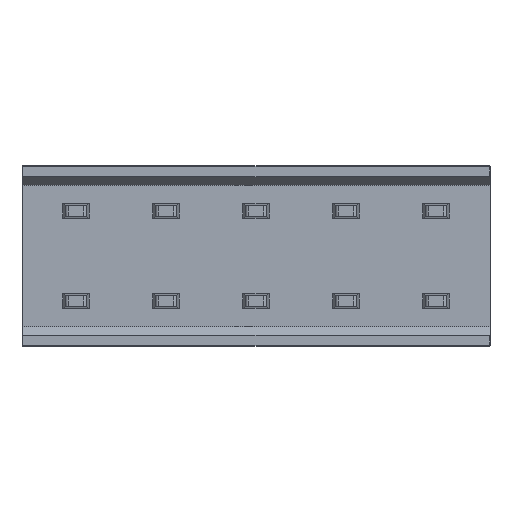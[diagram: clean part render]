
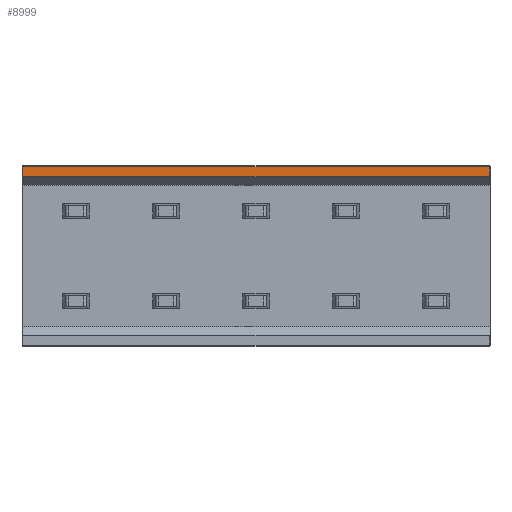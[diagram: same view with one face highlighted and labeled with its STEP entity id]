
A CAD part, front view. The second image highlights one B-rep face of the part: STEP entity #8999.
In plain terms, the highlighted planar face has unit normal (0, -1, 0).
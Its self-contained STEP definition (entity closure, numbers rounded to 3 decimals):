
#746 = PLANE('',#747);
#747 = AXIS2_PLACEMENT_3D('',#748,#749,#750);
#748 = CARTESIAN_POINT('',(-18.698,1.727,15.19));
#749 = DIRECTION('',(0.,0.64,0.768));
#750 = DIRECTION('',(0.,-0.768,0.64));
#2679 = CYLINDRICAL_SURFACE('',#2680,0.02);
#2680 = AXIS2_PLACEMENT_3D('',#2681,#2682,#2683);
#2681 = CARTESIAN_POINT('',(-18.718,1.447,10.66));
#2682 = DIRECTION('',(0.,0.,-1.));
#2683 = DIRECTION('',(-1.,0.,0.));
#2779 = CYLINDRICAL_SURFACE('',#2780,0.02);
#2780 = AXIS2_PLACEMENT_3D('',#2781,#2782,#2783);
#2781 = CARTESIAN_POINT('',(-31.878,1.447,10.66));
#2782 = DIRECTION('',(0.,0.,1.));
#2783 = DIRECTION('',(1.,0.,0.));
#3009 = EDGE_CURVE('',#3010,#3012,#3014,.T.);
#3010 = VERTEX_POINT('',#3011);
#3011 = CARTESIAN_POINT('',(-18.718,1.427,15.44));
#3012 = VERTEX_POINT('',#3013);
#3013 = CARTESIAN_POINT('',(-31.878,1.427,15.44));
#3014 = SURFACE_CURVE('',#3015,(#3019,#3026),.PCURVE_S1.);
#3015 = LINE('',#3016,#3017);
#3016 = CARTESIAN_POINT('',(-25.298,1.427,15.44));
#3017 = VECTOR('',#3018,1.);
#3018 = DIRECTION('',(-1.,0.,0.));
#3019 = PCURVE('',#746,#3020);
#3020 = DEFINITIONAL_REPRESENTATION('',(#3021),#3025);
#3021 = LINE('',#3022,#3023);
#3022 = CARTESIAN_POINT('',(0.391,-6.6));
#3023 = VECTOR('',#3024,1.);
#3024 = DIRECTION('',(0.,-1.));
#3025 = ( GEOMETRIC_REPRESENTATION_CONTEXT(2) 
PARAMETRIC_REPRESENTATION_CONTEXT() REPRESENTATION_CONTEXT('2D SPACE',''
  ) );
#3026 = PCURVE('',#3027,#3032);
#3027 = PLANE('',#3028);
#3028 = AXIS2_PLACEMENT_3D('',#3029,#3030,#3031);
#3029 = CARTESIAN_POINT('',(-25.298,1.427,13.2));
#3030 = DIRECTION('',(0.,1.,0.));
#3031 = DIRECTION('',(0.,0.,1.));
#3032 = DEFINITIONAL_REPRESENTATION('',(#3033),#3037);
#3033 = LINE('',#3034,#3035);
#3034 = CARTESIAN_POINT('',(2.24,0.));
#3035 = VECTOR('',#3036,1.);
#3036 = DIRECTION('',(0.,-1.));
#3037 = ( GEOMETRIC_REPRESENTATION_CONTEXT(2) 
PARAMETRIC_REPRESENTATION_CONTEXT() REPRESENTATION_CONTEXT('2D SPACE',''
  ) );
#8172 = VERTEX_POINT('',#8173);
#8173 = CARTESIAN_POINT('',(-18.718,1.427,15.72));
#8239 = EDGE_CURVE('',#8172,#3010,#8240,.T.);
#8240 = SURFACE_CURVE('',#8241,(#8245,#8274),.PCURVE_S1.);
#8241 = LINE('',#8242,#8243);
#8242 = CARTESIAN_POINT('',(-18.718,1.427,13.2));
#8243 = VECTOR('',#8244,1.);
#8244 = DIRECTION('',(0.,0.,-1.));
#8245 = PCURVE('',#2679,#8246);
#8246 = DEFINITIONAL_REPRESENTATION('',(#8247),#8273);
#8247 = B_SPLINE_CURVE_WITH_KNOTS('',3,(#8248,#8249,#8250,#8251,#8252,
    #8253,#8254,#8255,#8256,#8257,#8258,#8259,#8260,#8261,#8262,#8263,
    #8264,#8265,#8266,#8267,#8268,#8269,#8270,#8271,#8272),
  .UNSPECIFIED.,.F.,.F.,(4,1,1,1,1,1,1,1,1,1,1,1,1,1,1,1,1,1,1,1,1,1,4),
  (-2.52,-2.507,-2.495,-2.482,-2.469
    ,-2.456,-2.444,-2.431,-2.418,
    -2.405,-2.393,-2.38,-2.367,
    -2.355,-2.342,-2.329,-2.316,
    -2.304,-2.291,-2.278,-2.265,
    -2.253,-2.24),.QUASI_UNIFORM_KNOTS.);
#8248 = CARTESIAN_POINT('',(4.712,-5.06));
#8249 = CARTESIAN_POINT('',(4.712,-5.056));
#8250 = CARTESIAN_POINT('',(4.712,-5.047));
#8251 = CARTESIAN_POINT('',(4.712,-5.035));
#8252 = CARTESIAN_POINT('',(4.712,-5.022));
#8253 = CARTESIAN_POINT('',(4.712,-5.009));
#8254 = CARTESIAN_POINT('',(4.712,-4.996));
#8255 = CARTESIAN_POINT('',(4.712,-4.984));
#8256 = CARTESIAN_POINT('',(4.712,-4.971));
#8257 = CARTESIAN_POINT('',(4.712,-4.958));
#8258 = CARTESIAN_POINT('',(4.712,-4.945));
#8259 = CARTESIAN_POINT('',(4.712,-4.933));
#8260 = CARTESIAN_POINT('',(4.712,-4.92));
#8261 = CARTESIAN_POINT('',(4.712,-4.907));
#8262 = CARTESIAN_POINT('',(4.712,-4.895));
#8263 = CARTESIAN_POINT('',(4.712,-4.882));
#8264 = CARTESIAN_POINT('',(4.712,-4.869));
#8265 = CARTESIAN_POINT('',(4.712,-4.856));
#8266 = CARTESIAN_POINT('',(4.712,-4.844));
#8267 = CARTESIAN_POINT('',(4.712,-4.831));
#8268 = CARTESIAN_POINT('',(4.712,-4.818));
#8269 = CARTESIAN_POINT('',(4.712,-4.805));
#8270 = CARTESIAN_POINT('',(4.712,-4.793));
#8271 = CARTESIAN_POINT('',(4.712,-4.784));
#8272 = CARTESIAN_POINT('',(4.712,-4.78));
#8273 = ( GEOMETRIC_REPRESENTATION_CONTEXT(2) 
PARAMETRIC_REPRESENTATION_CONTEXT() REPRESENTATION_CONTEXT('2D SPACE',''
  ) );
#8274 = PCURVE('',#3027,#8275);
#8275 = DEFINITIONAL_REPRESENTATION('',(#8276),#8280);
#8276 = LINE('',#8277,#8278);
#8277 = CARTESIAN_POINT('',(0.,6.58));
#8278 = VECTOR('',#8279,1.);
#8279 = DIRECTION('',(-1.,0.));
#8280 = ( GEOMETRIC_REPRESENTATION_CONTEXT(2) 
PARAMETRIC_REPRESENTATION_CONTEXT() REPRESENTATION_CONTEXT('2D SPACE',''
  ) );
#8288 = VERTEX_POINT('',#8289);
#8289 = CARTESIAN_POINT('',(-31.878,1.427,15.72));
#8374 = EDGE_CURVE('',#3012,#8288,#8375,.T.);
#8375 = SURFACE_CURVE('',#8376,(#8380,#8409),.PCURVE_S1.);
#8376 = LINE('',#8377,#8378);
#8377 = CARTESIAN_POINT('',(-31.878,1.427,13.2));
#8378 = VECTOR('',#8379,1.);
#8379 = DIRECTION('',(0.,0.,1.));
#8380 = PCURVE('',#2779,#8381);
#8381 = DEFINITIONAL_REPRESENTATION('',(#8382),#8408);
#8382 = B_SPLINE_CURVE_WITH_KNOTS('',3,(#8383,#8384,#8385,#8386,#8387,
    #8388,#8389,#8390,#8391,#8392,#8393,#8394,#8395,#8396,#8397,#8398,
    #8399,#8400,#8401,#8402,#8403,#8404,#8405,#8406,#8407),
  .UNSPECIFIED.,.F.,.F.,(4,1,1,1,1,1,1,1,1,1,1,1,1,1,1,1,1,1,1,1,1,1,4),
  (2.24,2.253,2.265,2.278,2.291,
    2.304,2.316,2.329,2.342,
    2.355,2.367,2.38,2.393,2.405,
    2.418,2.431,2.444,2.456,
    2.469,2.482,2.495,2.507,2.52),
  .QUASI_UNIFORM_KNOTS.);
#8383 = CARTESIAN_POINT('',(4.712,4.78));
#8384 = CARTESIAN_POINT('',(4.712,4.784));
#8385 = CARTESIAN_POINT('',(4.712,4.793));
#8386 = CARTESIAN_POINT('',(4.712,4.805));
#8387 = CARTESIAN_POINT('',(4.712,4.818));
#8388 = CARTESIAN_POINT('',(4.712,4.831));
#8389 = CARTESIAN_POINT('',(4.712,4.844));
#8390 = CARTESIAN_POINT('',(4.712,4.856));
#8391 = CARTESIAN_POINT('',(4.712,4.869));
#8392 = CARTESIAN_POINT('',(4.712,4.882));
#8393 = CARTESIAN_POINT('',(4.712,4.895));
#8394 = CARTESIAN_POINT('',(4.712,4.907));
#8395 = CARTESIAN_POINT('',(4.712,4.92));
#8396 = CARTESIAN_POINT('',(4.712,4.933));
#8397 = CARTESIAN_POINT('',(4.712,4.945));
#8398 = CARTESIAN_POINT('',(4.712,4.958));
#8399 = CARTESIAN_POINT('',(4.712,4.971));
#8400 = CARTESIAN_POINT('',(4.712,4.984));
#8401 = CARTESIAN_POINT('',(4.712,4.996));
#8402 = CARTESIAN_POINT('',(4.712,5.009));
#8403 = CARTESIAN_POINT('',(4.712,5.022));
#8404 = CARTESIAN_POINT('',(4.712,5.035));
#8405 = CARTESIAN_POINT('',(4.712,5.047));
#8406 = CARTESIAN_POINT('',(4.712,5.056));
#8407 = CARTESIAN_POINT('',(4.712,5.06));
#8408 = ( GEOMETRIC_REPRESENTATION_CONTEXT(2) 
PARAMETRIC_REPRESENTATION_CONTEXT() REPRESENTATION_CONTEXT('2D SPACE',''
  ) );
#8409 = PCURVE('',#3027,#8410);
#8410 = DEFINITIONAL_REPRESENTATION('',(#8411),#8415);
#8411 = LINE('',#8412,#8413);
#8412 = CARTESIAN_POINT('',(0.,-6.58));
#8413 = VECTOR('',#8414,1.);
#8414 = DIRECTION('',(1.,0.));
#8415 = ( GEOMETRIC_REPRESENTATION_CONTEXT(2) 
PARAMETRIC_REPRESENTATION_CONTEXT() REPRESENTATION_CONTEXT('2D SPACE',''
  ) );
#8999 = ADVANCED_FACE('',(#9000),#3027,.F.);
#9000 = FACE_BOUND('',#9001,.T.);
#9001 = EDGE_LOOP('',(#9002,#9003,#9004,#9052));
#9002 = ORIENTED_EDGE('',*,*,#3009,.F.);
#9003 = ORIENTED_EDGE('',*,*,#8239,.F.);
#9004 = ORIENTED_EDGE('',*,*,#9005,.F.);
#9005 = EDGE_CURVE('',#8288,#8172,#9006,.T.);
#9006 = SURFACE_CURVE('',#9007,(#9011,#9018),.PCURVE_S1.);
#9007 = LINE('',#9008,#9009);
#9008 = CARTESIAN_POINT('',(-31.898,1.427,15.72));
#9009 = VECTOR('',#9010,1.);
#9010 = DIRECTION('',(1.,0.,0.));
#9011 = PCURVE('',#3027,#9012);
#9012 = DEFINITIONAL_REPRESENTATION('',(#9013),#9017);
#9013 = LINE('',#9014,#9015);
#9014 = CARTESIAN_POINT('',(2.52,-6.6));
#9015 = VECTOR('',#9016,1.);
#9016 = DIRECTION('',(0.,1.));
#9017 = ( GEOMETRIC_REPRESENTATION_CONTEXT(2) 
PARAMETRIC_REPRESENTATION_CONTEXT() REPRESENTATION_CONTEXT('2D SPACE',''
  ) );
#9018 = PCURVE('',#9019,#9024);
#9019 = CYLINDRICAL_SURFACE('',#9020,0.02);
#9020 = AXIS2_PLACEMENT_3D('',#9021,#9022,#9023);
#9021 = CARTESIAN_POINT('',(-31.898,1.447,15.72));
#9022 = DIRECTION('',(1.,0.,0.));
#9023 = DIRECTION('',(0.,0.,-1.));
#9024 = DEFINITIONAL_REPRESENTATION('',(#9025),#9051);
#9025 = B_SPLINE_CURVE_WITH_KNOTS('',3,(#9026,#9027,#9028,#9029,#9030,
    #9031,#9032,#9033,#9034,#9035,#9036,#9037,#9038,#9039,#9040,#9041,
    #9042,#9043,#9044,#9045,#9046,#9047,#9048,#9049,#9050),
  .UNSPECIFIED.,.F.,.F.,(4,1,1,1,1,1,1,1,1,1,1,1,1,1,1,1,1,1,1,1,1,1,4),
  (0.02,0.618,1.216,1.815,2.413,
    3.011,3.609,4.207,4.805,
    5.404,6.002,6.6,7.198,7.796,
    8.395,8.993,9.591,10.189,
    10.787,11.385,11.984,12.582,
    13.18),.UNSPECIFIED.);
#9026 = CARTESIAN_POINT('',(4.712,0.02));
#9027 = CARTESIAN_POINT('',(4.712,0.219));
#9028 = CARTESIAN_POINT('',(4.712,0.618));
#9029 = CARTESIAN_POINT('',(4.712,1.216));
#9030 = CARTESIAN_POINT('',(4.712,1.815));
#9031 = CARTESIAN_POINT('',(4.712,2.413));
#9032 = CARTESIAN_POINT('',(4.712,3.011));
#9033 = CARTESIAN_POINT('',(4.712,3.609));
#9034 = CARTESIAN_POINT('',(4.712,4.207));
#9035 = CARTESIAN_POINT('',(4.712,4.805));
#9036 = CARTESIAN_POINT('',(4.712,5.404));
#9037 = CARTESIAN_POINT('',(4.712,6.002));
#9038 = CARTESIAN_POINT('',(4.712,6.6));
#9039 = CARTESIAN_POINT('',(4.712,7.198));
#9040 = CARTESIAN_POINT('',(4.712,7.796));
#9041 = CARTESIAN_POINT('',(4.712,8.395));
#9042 = CARTESIAN_POINT('',(4.712,8.993));
#9043 = CARTESIAN_POINT('',(4.712,9.591));
#9044 = CARTESIAN_POINT('',(4.712,10.189));
#9045 = CARTESIAN_POINT('',(4.712,10.787));
#9046 = CARTESIAN_POINT('',(4.712,11.385));
#9047 = CARTESIAN_POINT('',(4.712,11.984));
#9048 = CARTESIAN_POINT('',(4.712,12.582));
#9049 = CARTESIAN_POINT('',(4.712,12.981));
#9050 = CARTESIAN_POINT('',(4.712,13.18));
#9051 = ( GEOMETRIC_REPRESENTATION_CONTEXT(2) 
PARAMETRIC_REPRESENTATION_CONTEXT() REPRESENTATION_CONTEXT('2D SPACE',''
  ) );
#9052 = ORIENTED_EDGE('',*,*,#8374,.F.);
